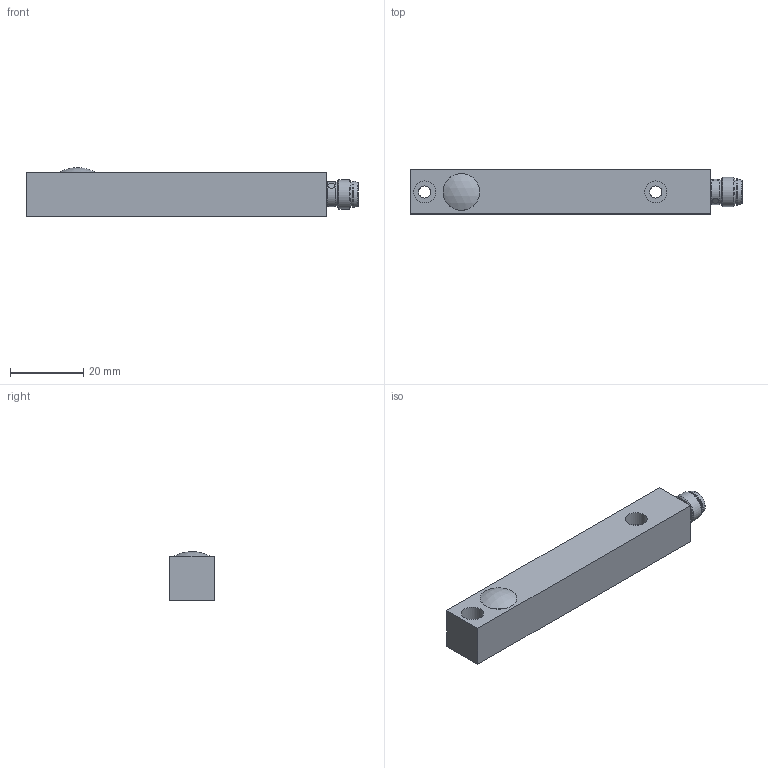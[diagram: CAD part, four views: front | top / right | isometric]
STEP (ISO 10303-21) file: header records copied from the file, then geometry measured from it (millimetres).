
FILE_DESCRIPTION(/* description */ (''),/* implementation_level */ '2;1');
FILE_NAME(/* name */ 'Lichtschranke OEPQ12_OSPQ12MxxxxTSSL.stp',/* time_stamp */ '2024-04-19T07:54:03+02:00',/* author */ ('cf'),/* organization */ ('di-soric GmbH & Co. KG'),/* preprocessor_version */ 'ST-DEVELOPER v20',/* originating_system */ 'Autodesk Inventor 2024',/* authorisation */ '');
FILE_SCHEMA (('AUTOMOTIVE_DESIGN { 1 0 10303 214 3 1 1 }'));
Length unit declared in the file: millimetre
Products named in the file (1): Lichtschranke OEPQ12_OSPQ12MxxxxTSSL
Bounding box: 90.5 x 12 x 13.27 mm (x, y, z)
Volume: 11551.4 mm3; surface area: 5114.1 mm2
Topology: 1 solids, 4 shells, 95 faces, 196 edges, 123 vertices
Faces by surface type: cylinder 47, plane 36, cone 7, sphere 5
Full cylindrical faces by diameter (mm): 1 x3, 2 x2, 3.3 x2, 5.7 x1, 5.8 x2, 6 x2, 6.4 x1, 6.6 x2, 6.9 x1, 7.2 x1, 8 x1, 10 x1
Entity records: 2760 total; most frequent: CARTESIAN_POINT 697, DIRECTION 437, ORIENTED_EDGE 386, EDGE_CURVE 193, AXIS2_PLACEMENT_3D 185, VERTEX_POINT 123, EDGE_LOOP 118, FACE_OUTER_BOUND 95
